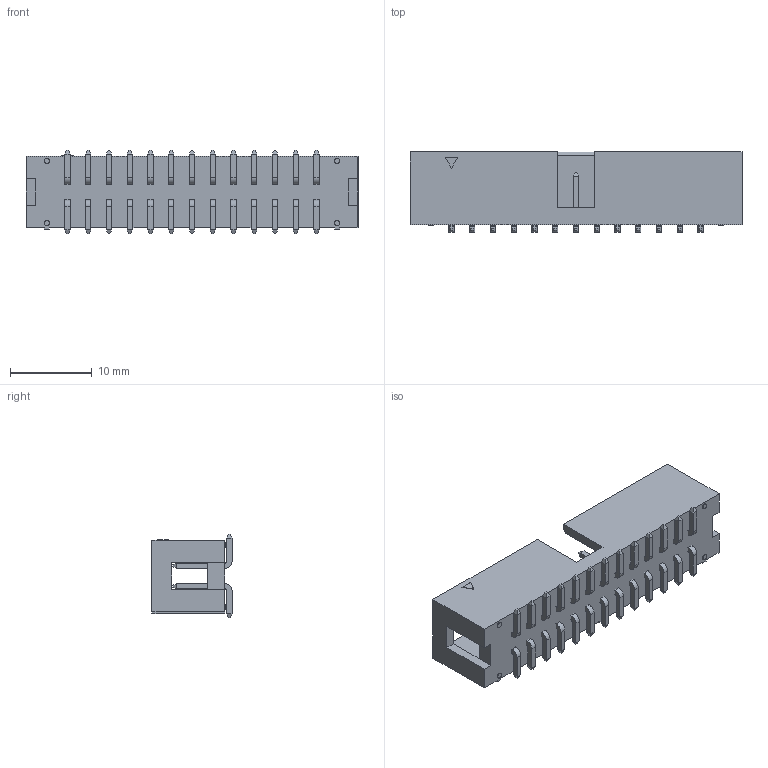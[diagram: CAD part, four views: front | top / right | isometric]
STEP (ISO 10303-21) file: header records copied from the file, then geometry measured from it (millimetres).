
FILE_DESCRIPTION (( 'STEP AP214' ), '1' );
FILE_NAME ('3020-26-0300-00.STEP', '2017-08-22T08:21:49', ( '' ), ( '' ), 'SwSTEP 2.0', 'SolidWorks 2016', '' );
FILE_SCHEMA (( 'AUTOMOTIVE_DESIGN' ));
Length unit declared in the file: millimetre
Products named in the file (3): 00-H; 00-T-SMT; 3020-26-0300-00
Assembly tree (2 placements, depth 2):
  3020-26-0300-00
    00-H
    00-T-SMT
Bounding box: 40.64 x 9.8 x 10.2 mm (x, y, z)
Volume: 1495 mm3; surface area: 2828.8 mm2
Topology: 27 solids, 27 shells, 531 faces, 1212 edges, 736 vertices
Faces by surface type: plane 471, cylinder 60
Entity records: 15163 total; most frequent: CARTESIAN_POINT 2484, ORIENTED_EDGE 2424, DIRECTION 2404, EDGE_CURVE 1212, LINE 1092, VECTOR 1092, VERTEX_POINT 736, AXIS2_PLACEMENT_3D 656
